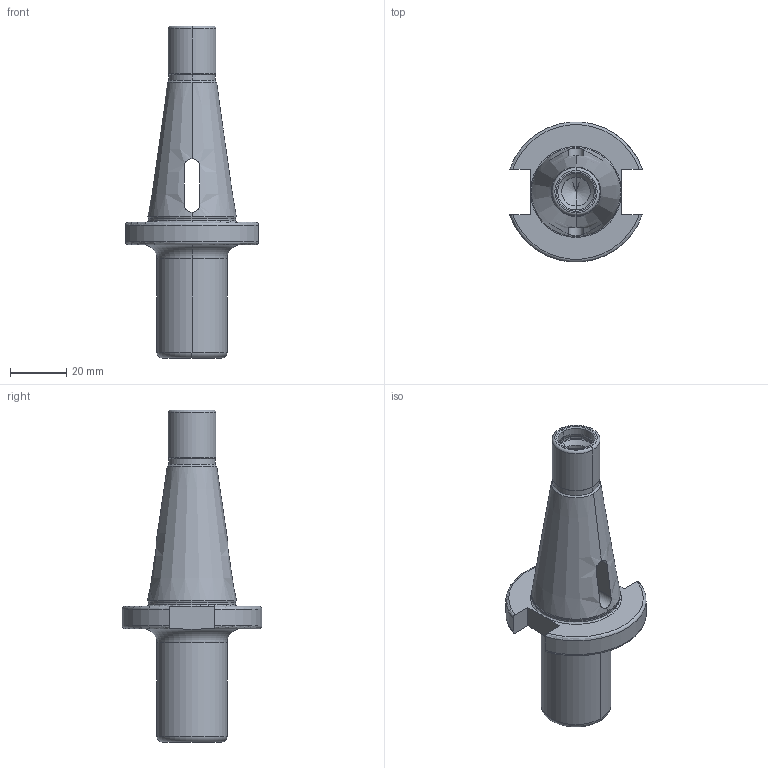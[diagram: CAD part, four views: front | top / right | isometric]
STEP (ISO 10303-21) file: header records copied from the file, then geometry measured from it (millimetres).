
FILE_DESCRIPTION((''),'2;1');
FILE_NAME('301_07_01','2020-08-31T',('103090'),(''),'CREO PARAMETRIC BY PTC INC, 2016260','CREO PARAMETRIC BY PTC INC, 2016260','');
FILE_SCHEMA(('CONFIG_CONTROL_DESIGN'));
Length unit declared in the file: millimetre
Products named in the file (1): 301_07_01
Bounding box: 47.34 x 49.83 x 118.4 mm (x, y, z)
Volume: 53449.9 mm3; surface area: 15677.6 mm2
Topology: 1 solids, 1 shells, 71 faces, 170 edges, 99 vertices
Faces by surface type: torus 22, cylinder 18, cone 16, plane 15
Entity records: 2240 total; most frequent: CARTESIAN_POINT 541, DIRECTION 376, ORIENTED_EDGE 336, EDGE_CURVE 168, AXIS2_PLACEMENT_3D 158, VERTEX_POINT 99, CIRCLE 84, EDGE_LOOP 73
